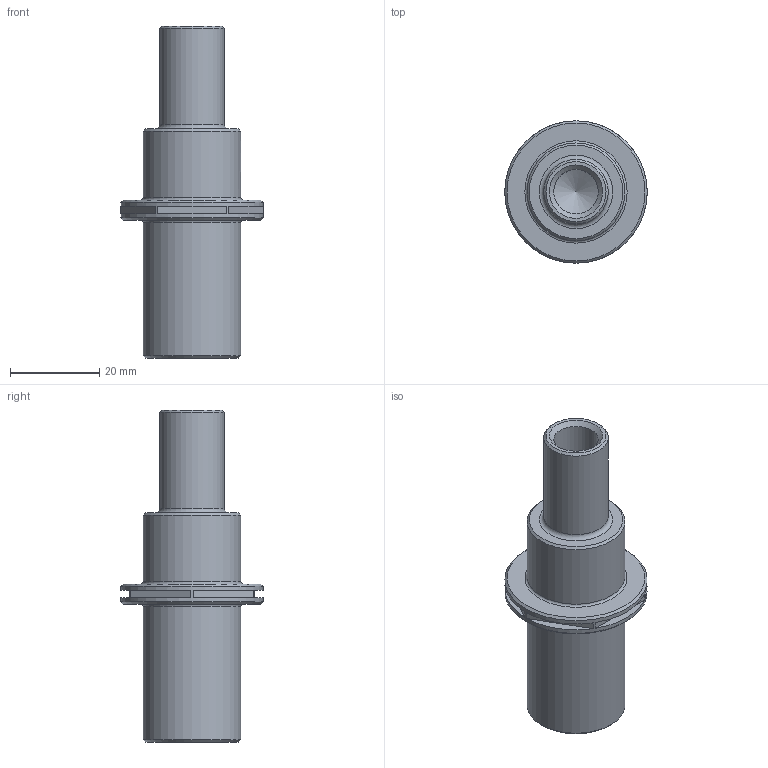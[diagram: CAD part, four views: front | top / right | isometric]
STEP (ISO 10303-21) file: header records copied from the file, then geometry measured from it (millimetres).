
FILE_DESCRIPTION(/* description */ (''),/* implementation_level */ '2;1');
FILE_NAME(/* name */ '3D_1010291201801_CHSF350PE-50G_V1.0.stp',/* time_stamp */ '2024-03-16T13:37:19+08:00',/* author */ (''),/* organization */ (''),/* preprocessor_version */ 'ST-DEVELOPER v18.1',/* originating_system */ 'SIEMENS PLM Software NX 1980',/* authorisation */ '');
FILE_SCHEMA (('AUTOMOTIVE_DESIGN { 1 0 10303 214 3 1 1 1 }'));
Length unit declared in the file: millimetre
Products named in the file (1): _model1
Bounding box: 32 x 32 x 74.6 mm (x, y, z)
Volume: 17527.1 mm3; surface area: 9553.9 mm2
Topology: 1 solids, 1 shells, 355 faces, 1304 edges, 865 vertices
Faces by surface type: plane 130, cylinder 111, torus 106, cone 8
Full cylindrical faces by diameter (mm): 2 x1, 10 x1, 14.5 x1, 14.6 x2, 16.1 x1, 22 x2, 32 x1
Entity records: 19577 total; most frequent: CARTESIAN_POINT 9816, ORIENTED_EDGE 2552, DIRECTION 1442, EDGE_CURVE 1276, VERTEX_POINT 861, B_SPLINE_CURVE_WITH_KNOTS 798, AXIS2_PLACEMENT_3D 608, EDGE_LOOP 389
